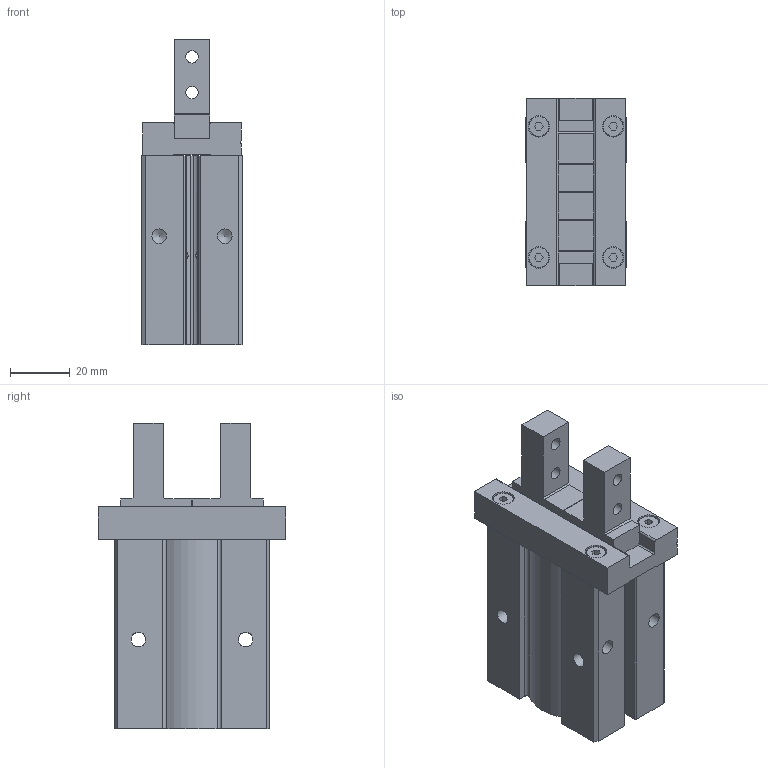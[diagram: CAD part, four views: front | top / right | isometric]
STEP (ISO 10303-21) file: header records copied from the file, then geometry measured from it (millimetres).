
FILE_DESCRIPTION( ( 'STEP AP214' ), '1' );
FILE_NAME( 'MCHC-25(19.3).stp', '2020-01-31T15:41:03', ( '' ), ( '' ), ' ', 'PARTsolutions', ' ' );
FILE_SCHEMA( ( 'AUTOMOTIVE_DESIGN { 1 0 10303 214 1 1 1 1 }' ) );
Length unit declared in the file: millimetre
Products named in the file (3): MCHC-25(19.3); _MCHC-25_(b); _MCHC-25_(f)
Assembly tree (3 placements, depth 2):
  MCHC-25(19.3)
    _MCHC-25_(b)
    _MCHC-25_(f)  x2
Bounding box: 33.6 x 63 x 102.7 mm (x, y, z)
Volume: 124113.5 mm3; surface area: 30490.8 mm2
Topology: 3 solids, 3 shells, 213 faces, 564 edges, 368 vertices
Faces by surface type: plane 140, cylinder 57, cone 16
Full cylindrical faces by diameter (mm): 0.7 x2, 1.9 x2, 4 x1, 4.134 x6, 4.917 x8, 6.8 x4, 7.2 x4, 26 x1
Entity records: 7580 total; most frequent: CARTESIAN_POINT 1104, DIRECTION 1010, ORIENTED_EDGE 936, EDGE_CURVE 468, AXIS2_PLACEMENT_3D 343, VERTEX_POINT 333, LINE 324, VECTOR 324
